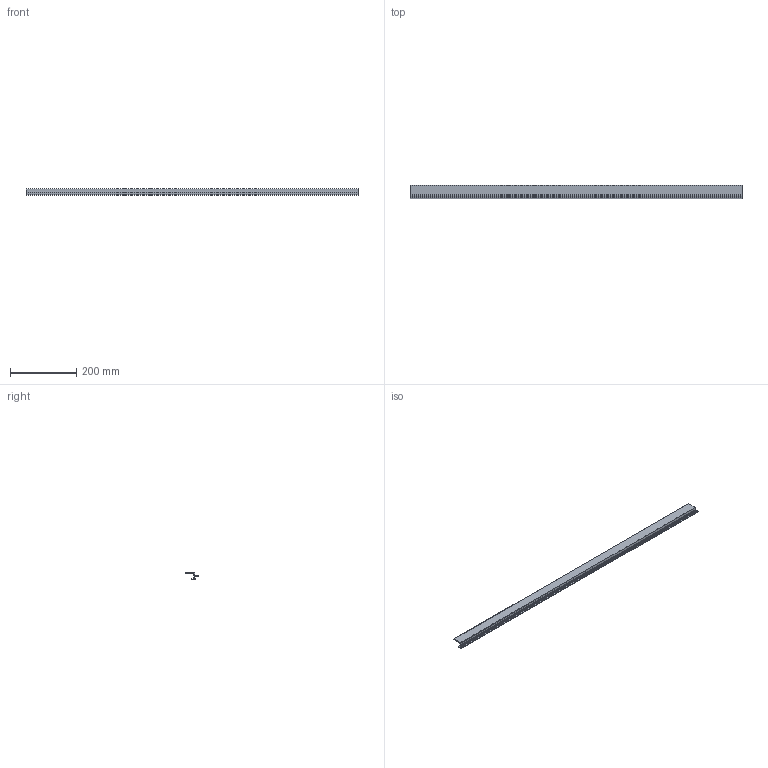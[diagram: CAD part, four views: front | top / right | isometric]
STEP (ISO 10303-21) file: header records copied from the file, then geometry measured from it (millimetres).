
FILE_DESCRIPTION(/* description */ ('Handle L L=3500 mm without grooves'),/* implementation_level */ '2;1');
FILE_NAME(/* name */ 'PA-FIRM-L3500.stp',/* time_stamp */ '2024-03-08T10:14:43+01:00',/* author */ ('tomaszw'),/* organization */ (''),/* preprocessor_version */ 'ST-DEVELOPER v19.2',/* originating_system */ 'Autodesk Inventor 2023',/* authorisation */ '');
FILE_SCHEMA (('AUTOMOTIVE_DESIGN { 1 0 10303 214 3 1 1 }'));
Length unit declared in the file: millimetre
Products named in the file (1): GTV-261
Bounding box: 1000 x 41.98 x 19.7 mm (x, y, z)
Volume: 149848.8 mm3; surface area: 145445 mm2
Topology: 1 solids, 1 shells, 33 faces, 93 edges, 62 vertices
Faces by surface type: plane 26, cylinder 7
Entity records: 1104 total; most frequent: CARTESIAN_POINT 189, ORIENTED_EDGE 186, DIRECTION 175, EDGE_CURVE 93, LINE 79, VECTOR 79, VERTEX_POINT 62, AXIS2_PLACEMENT_3D 48
